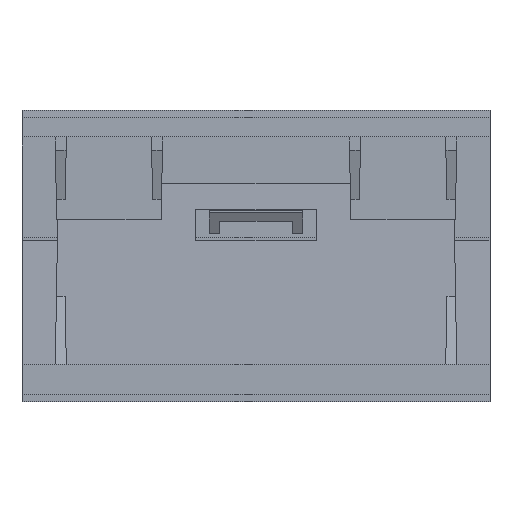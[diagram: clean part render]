
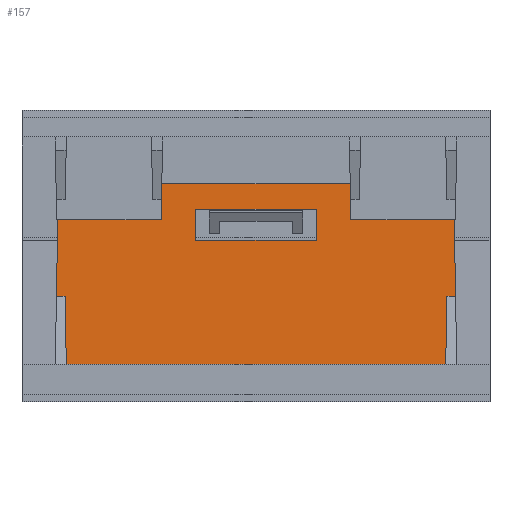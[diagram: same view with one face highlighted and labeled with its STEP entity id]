
A CAD part, top view. The second image highlights one B-rep face of the part: STEP entity #157.
In plain terms, the highlighted planar face has unit normal (0, 0.018, 1).
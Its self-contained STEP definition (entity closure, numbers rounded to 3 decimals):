
#107=FACE_BOUND('',#394,.T.);
#108=FACE_BOUND('',#395,.T.);
#125=ELLIPSE('',#1740,2.,2.);
#127=ELLIPSE('',#1743,2.,2.);
#157=ADVANCED_FACE('',(#107,#108),#236,.T.);
#236=PLANE('',#1761);
#394=EDGE_LOOP('',(#535,#536,#537,#538));
#395=EDGE_LOOP('',(#539,#540,#541,#542,#543,#544,#545,#546,#547,#548));
#535=ORIENTED_EDGE('',*,*,#1133,.T.);
#536=ORIENTED_EDGE('',*,*,#1134,.F.);
#537=ORIENTED_EDGE('',*,*,#1135,.F.);
#538=ORIENTED_EDGE('',*,*,#1086,.F.);
#539=ORIENTED_EDGE('',*,*,#1083,.F.);
#540=ORIENTED_EDGE('',*,*,#1095,.T.);
#541=ORIENTED_EDGE('',*,*,#1136,.F.);
#542=ORIENTED_EDGE('',*,*,#1101,.F.);
#543=ORIENTED_EDGE('',*,*,#1103,.T.);
#544=ORIENTED_EDGE('',*,*,#1137,.F.);
#545=ORIENTED_EDGE('',*,*,#1106,.F.);
#546=ORIENTED_EDGE('',*,*,#1109,.T.);
#547=ORIENTED_EDGE('',*,*,#1138,.T.);
#548=ORIENTED_EDGE('',*,*,#1092,.T.);
#929=VERTEX_POINT('',#2262);
#930=VERTEX_POINT('',#2264);
#932=VERTEX_POINT('',#2269);
#933=VERTEX_POINT('',#2271);
#937=VERTEX_POINT('',#2283);
#939=VERTEX_POINT('',#2289);
#942=VERTEX_POINT('',#2296);
#944=VERTEX_POINT('',#2300);
#945=VERTEX_POINT('',#2304);
#947=VERTEX_POINT('',#2309);
#948=VERTEX_POINT('',#2311);
#950=VERTEX_POINT('',#2317);
#968=VERTEX_POINT('',#2366);
#969=VERTEX_POINT('',#2370);
#1083=EDGE_CURVE('',#929,#930,#1314,.T.);
#1086=EDGE_CURVE('',#932,#933,#1317,.T.);
#1092=EDGE_CURVE('',#937,#930,#125,.T.);
#1095=EDGE_CURVE('',#929,#939,#127,.T.);
#1101=EDGE_CURVE('',#944,#942,#1326,.T.);
#1103=EDGE_CURVE('',#944,#945,#1328,.T.);
#1106=EDGE_CURVE('',#948,#947,#1331,.T.);
#1109=EDGE_CURVE('',#948,#950,#1334,.T.);
#1133=EDGE_CURVE('',#932,#968,#1354,.T.);
#1134=EDGE_CURVE('',#969,#968,#1355,.T.);
#1135=EDGE_CURVE('',#933,#969,#1356,.T.);
#1136=EDGE_CURVE('',#942,#939,#1357,.T.);
#1137=EDGE_CURVE('',#947,#945,#1358,.T.);
#1138=EDGE_CURVE('',#950,#937,#1359,.T.);
#1314=LINE('',#2263,#1525);
#1317=LINE('',#2270,#1528);
#1326=LINE('',#2301,#1537);
#1328=LINE('',#2305,#1539);
#1331=LINE('',#2312,#1542);
#1334=LINE('',#2318,#1545);
#1354=LINE('',#2367,#1565);
#1355=LINE('',#2369,#1566);
#1356=LINE('',#2371,#1567);
#1357=LINE('',#2372,#1568);
#1358=LINE('',#2373,#1569);
#1359=LINE('',#2374,#1570);
#1525=VECTOR('',#1842,1.);
#1528=VECTOR('',#1847,1.);
#1537=VECTOR('',#1876,1.);
#1539=VECTOR('',#1880,1.);
#1542=VECTOR('',#1885,1.);
#1545=VECTOR('',#1890,1.);
#1565=VECTOR('',#1932,1.);
#1566=VECTOR('',#1935,1.);
#1567=VECTOR('',#1936,1.);
#1568=VECTOR('',#1937,1.);
#1569=VECTOR('',#1938,1.);
#1570=VECTOR('',#1939,1.);
#1740=AXIS2_PLACEMENT_3D('',#2282,#1859,#1860);
#1743=AXIS2_PLACEMENT_3D('',#2288,#1866,#1867);
#1761=AXIS2_PLACEMENT_3D('',#2375,#1940,#1941);
#1842=DIRECTION('',(1.,0.,0.));
#1847=DIRECTION('',(-1.,0.,0.));
#1859=DIRECTION('',(0.,0.017,1.));
#1860=DIRECTION('',(0.,-1.,0.017));
#1866=DIRECTION('',(0.,0.017,1.));
#1867=DIRECTION('',(0.,-1.,0.017));
#1876=DIRECTION('',(-1.,0.,0.));
#1880=DIRECTION('',(0.017,-1.,0.017));
#1885=DIRECTION('',(-0.017,-1.,0.017));
#1890=DIRECTION('',(1.,0.,0.));
#1932=DIRECTION('',(0.,-1.,0.017));
#1935=DIRECTION('',(1.,0.,0.));
#1936=DIRECTION('',(0.,-1.,0.017));
#1937=DIRECTION('',(0.017,1.,-0.017));
#1938=DIRECTION('',(-1.,0.,0.));
#1939=DIRECTION('',(-0.017,1.,-0.017));
#1940=DIRECTION('',(0.,0.017,1.));
#1941=DIRECTION('',(0.,-1.,0.017));
#2262=CARTESIAN_POINT('',(-117.316,9.7,-141.103));
#2263=CARTESIAN_POINT('',(-119.5,9.7,-141.103));
#2264=CARTESIAN_POINT('',(-91.684,9.7,-141.103));
#2269=CARTESIAN_POINT('',(-100.,7.8,-141.069));
#2270=CARTESIAN_POINT('',(283.3,7.8,-141.069));
#2271=CARTESIAN_POINT('',(-109.,7.8,-141.069));
#2282=CARTESIAN_POINT('',(-91.684,7.7,-141.068));
#2283=CARTESIAN_POINT('',(-89.684,7.734,-141.068));
#2288=CARTESIAN_POINT('',(-117.316,7.7,-141.068));
#2289=CARTESIAN_POINT('',(-119.316,7.734,-141.068));
#2296=CARTESIAN_POINT('',(-119.425,1.3,-140.956));
#2300=CARTESIAN_POINT('',(-118.777,1.3,-140.956));
#2301=CARTESIAN_POINT('',(-118.7,1.3,-140.956));
#2304=CARTESIAN_POINT('',(-118.688,-3.8,-140.867));
#2305=CARTESIAN_POINT('',(-118.7,-3.081,-140.879));
#2309=CARTESIAN_POINT('',(-90.312,-3.8,-140.867));
#2311=CARTESIAN_POINT('',(-90.223,1.3,-140.956));
#2312=CARTESIAN_POINT('',(-90.309,-3.604,-140.87));
#2317=CARTESIAN_POINT('',(-89.575,1.3,-140.956));
#2318=CARTESIAN_POINT('',(-90.3,1.3,-140.956));
#2366=CARTESIAN_POINT('',(-100.,5.48,-141.029));
#2367=CARTESIAN_POINT('',(-100.,-1.989,-140.899));
#2369=CARTESIAN_POINT('',(-119.5,5.48,-141.029));
#2370=CARTESIAN_POINT('',(-109.,5.48,-141.029));
#2371=CARTESIAN_POINT('',(-109.,-1.989,-140.899));
#2372=CARTESIAN_POINT('',(-119.5,-3.095,-140.879));
#2373=CARTESIAN_POINT('',(-119.5,-3.8,-140.867));
#2374=CARTESIAN_POINT('',(-89.509,-2.586,-140.888));
#2375=CARTESIAN_POINT('',(-119.5,-3.095,-140.879));
